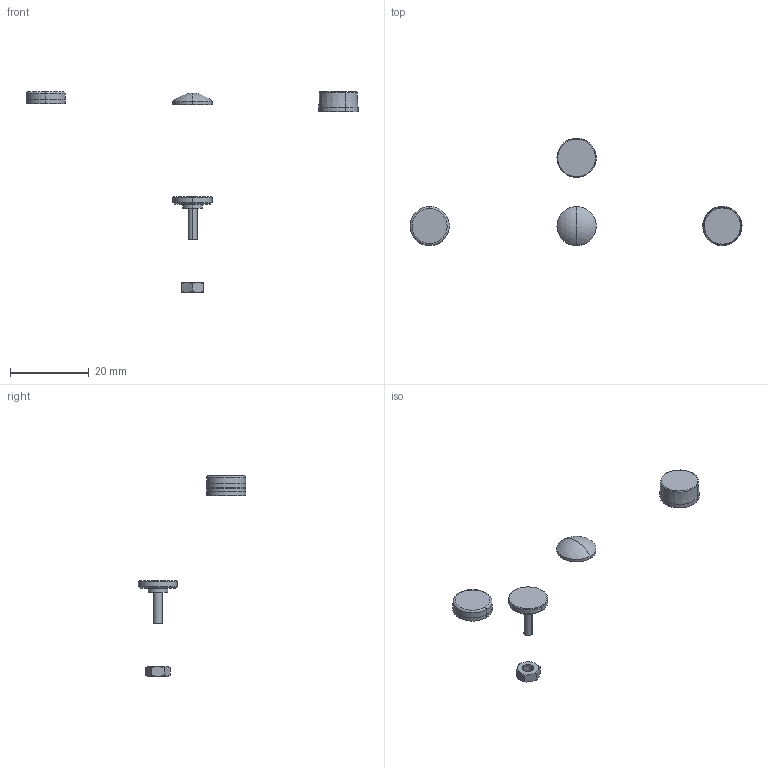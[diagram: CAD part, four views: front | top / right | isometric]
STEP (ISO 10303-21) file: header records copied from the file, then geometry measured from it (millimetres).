
FILE_DESCRIPTION (( 'STEP AP214' ), '1' );
FILE_NAME ('ROD-END GRIP TIP(IR-GT01).STEP', '2023-04-07T03:59:43', ( '' ), ( '' ), 'SwSTEP 2.0', 'SolidWorks 2016', '' );
FILE_SCHEMA (( 'AUTOMOTIVE_DESIGN' ));
Length unit declared in the file: millimetre
Products named in the file (6): Silicone Pad (Dome type)_D10_3T; Silicone Pad (Flat type)_D10_3T; Flat Type End Tip; Rubber Pad (Flat type)_D10_5T; ROD-END GRIP TIP(IR-GT01); M3 Nut
Assembly tree (5 placements, depth 2):
  ROD-END GRIP TIP(IR-GT01)
    Silicone Pad (Dome type)_D10_3T
    Silicone Pad (Flat type)_D10_3T
    Flat Type End Tip
    M3 Nut
    Rubber Pad (Flat type)_D10_5T
Bounding box: 84.52 x 27.38 x 50.98 mm (x, y, z)
Volume: 1023.4 mm3; surface area: 1126.9 mm2
Topology: 5 solids, 5 shells, 63 faces, 122 edges, 71 vertices
Faces by surface type: cone 24, plane 17, cylinder 16, torus 4, sphere 2
Entity records: 2170 total; most frequent: CARTESIAN_POINT 336, DIRECTION 304, ORIENTED_EDGE 244, AXIS2_PLACEMENT_3D 135, EDGE_CURVE 122, VERTEX_POINT 71, EDGE_LOOP 67, CIRCLE 64
